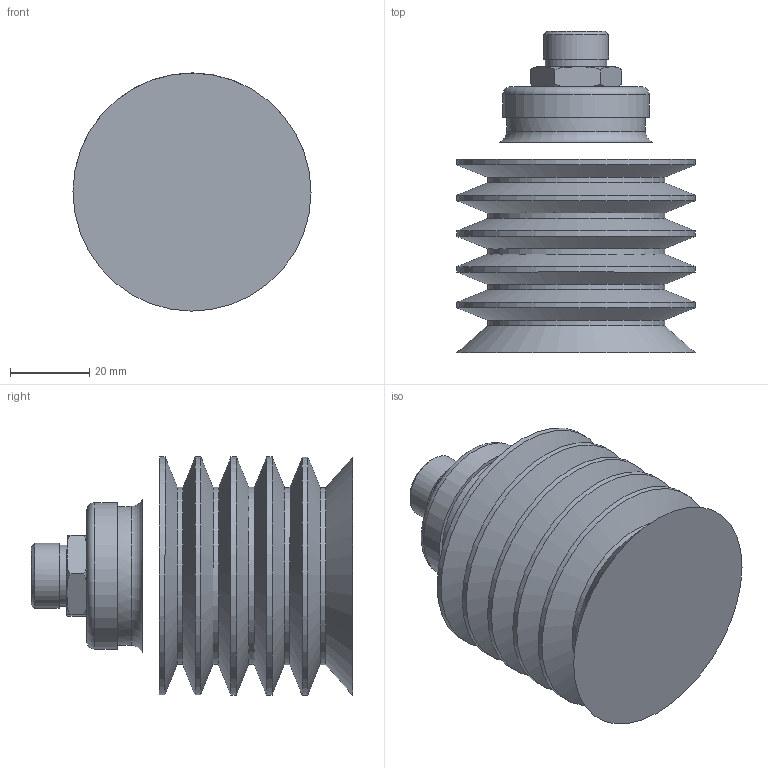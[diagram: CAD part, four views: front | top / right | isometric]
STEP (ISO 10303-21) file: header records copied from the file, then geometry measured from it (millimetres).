
FILE_DESCRIPTION(/* description */ (''),/* implementation_level */ '2;1');
FILE_NAME(/* name */ 'vf60-5sb_rac19r3-8m.stp',/* time_stamp */ '2021-12-01T15:46:34+01:00',/* author */ ('enginyeria'),/* organization */ (''),/* preprocessor_version */ 'ST-DEVELOPER v17.2',/* originating_system */ 'Autodesk Inventor 2019',/* authorisation */ '');
FILE_SCHEMA (('AUTOMOTIVE_DESIGN { 1 0 10303 214 3 1 1 }'));
Length unit declared in the file: millimetre
Products named in the file (1): Pieza147
Bounding box: 60 x 81.03 x 60.04 mm (x, y, z)
Volume: 131546.1 mm3; surface area: 24891.5 mm2
Topology: 1 solids, 4 shells, 66 faces, 163 edges, 109 vertices
Faces by surface type: plane 18, cylinder 18, cone 16, torus 14
Full cylindrical faces by diameter (mm): 3.3 x2, 10 x1, 15.5 x1, 16.4 x1, 35 x2, 37 x1, 44.654 x5, 60 x5
Entity records: 2440 total; most frequent: CARTESIAN_POINT 735, DIRECTION 372, ORIENTED_EDGE 326, AXIS2_PLACEMENT_3D 166, EDGE_CURVE 163, VERTEX_POINT 109, CIRCLE 99, EDGE_LOOP 72
